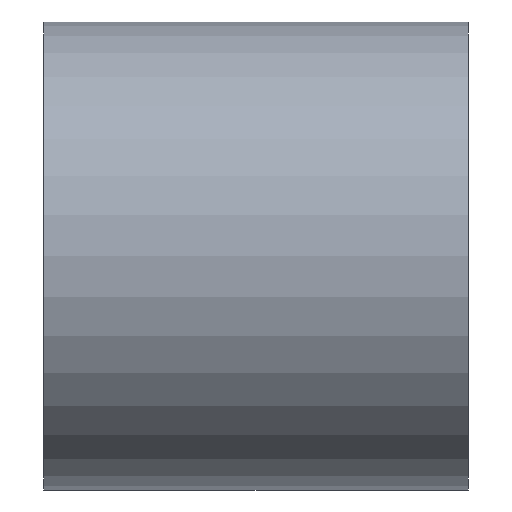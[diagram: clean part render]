
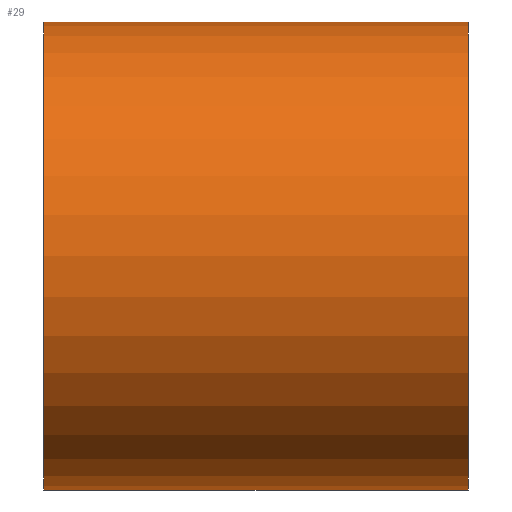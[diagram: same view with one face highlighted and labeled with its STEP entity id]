
A CAD part, left-side view. The second image highlights one B-rep face of the part: STEP entity #29.
In plain terms, the highlighted cylindrical face has radius 28 mm (diameter 56 mm), a partial arc.
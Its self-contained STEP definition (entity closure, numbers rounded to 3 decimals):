
#6 = CARTESIAN_POINT ( 'NONE',  ( 0., 50.8, 0. ) ) ;
#11 = EDGE_LOOP ( 'NONE', ( #217, #227, #136, #103 ) ) ;
#17 = DIRECTION ( 'NONE',  ( 0., 1., 0. ) ) ;
#18 = VERTEX_POINT ( 'NONE', #111 ) ;
#29 = ADVANCED_FACE ( 'NONE', ( #83 ), #198, .T. ) ;
#35 = CARTESIAN_POINT ( 'NONE',  ( 0., 0., 28. ) ) ;
#41 = DIRECTION ( 'NONE',  ( 0., 0., 1. ) ) ;
#42 = EDGE_CURVE ( 'NONE', #203, #163, #94, .T. ) ;
#52 = DIRECTION ( 'NONE',  ( 0., 1., 0. ) ) ;
#60 = AXIS2_PLACEMENT_3D ( 'NONE', #130, #17, #41 ) ;
#63 = CIRCLE ( 'NONE', #104, 28. ) ;
#68 = DIRECTION ( 'NONE',  ( 0., 0., 1. ) ) ;
#78 = DIRECTION ( 'NONE',  ( 0., 0., 1. ) ) ;
#83 = FACE_OUTER_BOUND ( 'NONE', #11, .T. ) ;
#91 = VERTEX_POINT ( 'NONE', #35 ) ;
#94 = LINE ( 'NONE', #147, #146 ) ;
#103 = ORIENTED_EDGE ( 'NONE', *, *, #239, .F. ) ;
#104 = AXIS2_PLACEMENT_3D ( 'NONE', #6, #211, #78 ) ;
#110 = DIRECTION ( 'NONE',  ( 0., 1., 0. ) ) ;
#111 = CARTESIAN_POINT ( 'NONE',  ( 0., 50.8, 28. ) ) ;
#114 = CARTESIAN_POINT ( 'NONE',  ( 0., 50.8, -28. ) ) ;
#130 = CARTESIAN_POINT ( 'NONE',  ( 0., 0., 0. ) ) ;
#136 = ORIENTED_EDGE ( 'NONE', *, *, #230, .T. ) ;
#137 = VECTOR ( 'NONE', #191, 1000. ) ;
#144 = AXIS2_PLACEMENT_3D ( 'NONE', #238, #110, #68 ) ;
#146 = VECTOR ( 'NONE', #52, 1000. ) ;
#147 = CARTESIAN_POINT ( 'NONE',  ( 0., 161.376, -28. ) ) ;
#163 = VERTEX_POINT ( 'NONE', #114 ) ;
#173 = CARTESIAN_POINT ( 'NONE',  ( 0., 161.376, 28. ) ) ;
#187 = EDGE_CURVE ( 'NONE', #203, #91, #237, .T. ) ;
#191 = DIRECTION ( 'NONE',  ( 0., 1., 0. ) ) ;
#198 = CYLINDRICAL_SURFACE ( 'NONE', #144, 28. ) ;
#203 = VERTEX_POINT ( 'NONE', #205 ) ;
#205 = CARTESIAN_POINT ( 'NONE',  ( 0., 0., -28. ) ) ;
#206 = LINE ( 'NONE', #173, #137 ) ;
#211 = DIRECTION ( 'NONE',  ( 0., 1., 0. ) ) ;
#217 = ORIENTED_EDGE ( 'NONE', *, *, #42, .F. ) ;
#227 = ORIENTED_EDGE ( 'NONE', *, *, #187, .T. ) ;
#230 = EDGE_CURVE ( 'NONE', #91, #18, #206, .T. ) ;
#237 = CIRCLE ( 'NONE', #60, 28. ) ;
#238 = CARTESIAN_POINT ( 'NONE',  ( 0., 161.376, 0. ) ) ;
#239 = EDGE_CURVE ( 'NONE', #163, #18, #63, .T. ) ;
